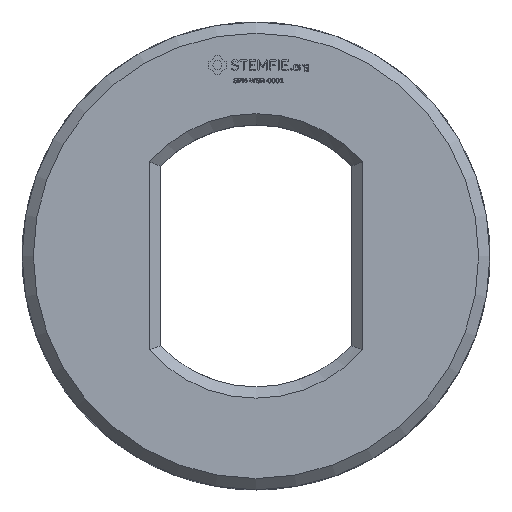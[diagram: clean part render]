
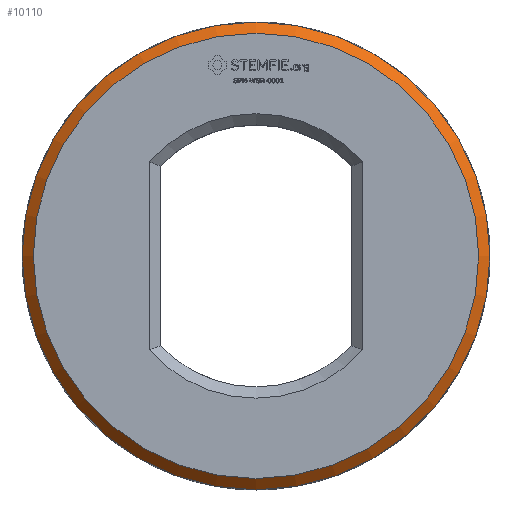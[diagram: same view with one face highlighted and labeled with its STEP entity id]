
A CAD part, top view. The second image highlights one B-rep face of the part: STEP entity #10110.
In plain terms, the highlighted conical face has half-angle 45 degrees and reference radius 6.25 mm.
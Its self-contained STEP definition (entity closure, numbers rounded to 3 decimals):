
#21 = EDGE_CURVE('',#22,#22,#24,.T.);
#22 = VERTEX_POINT('',#23);
#23 = CARTESIAN_POINT('',(5.95,0.,3.125));
#24 = SURFACE_CURVE('',#25,(#30,#42),.PCURVE_S1.);
#25 = CIRCLE('',#26,5.95);
#26 = AXIS2_PLACEMENT_3D('',#27,#28,#29);
#27 = CARTESIAN_POINT('',(0.,0.,3.125));
#28 = DIRECTION('',(0.,0.,-1.));
#29 = DIRECTION('',(1.,0.,0.));
#30 = PCURVE('',#31,#36);
#31 = PLANE('',#32);
#32 = AXIS2_PLACEMENT_3D('',#33,#34,#35);
#33 = CARTESIAN_POINT('',(0.,0.,3.125));
#34 = DIRECTION('',(0.,0.,-1.));
#35 = DIRECTION('',(1.,0.,0.));
#36 = DEFINITIONAL_REPRESENTATION('',(#37),#41);
#37 = CIRCLE('',#38,5.95);
#38 = AXIS2_PLACEMENT_2D('',#39,#40);
#39 = CARTESIAN_POINT('',(0.,0.));
#40 = DIRECTION('',(1.,0.));
#41 = ( GEOMETRIC_REPRESENTATION_CONTEXT(2) 
PARAMETRIC_REPRESENTATION_CONTEXT() REPRESENTATION_CONTEXT('2D SPACE',''
  ) );
#42 = PCURVE('',#43,#48);
#43 = CONICAL_SURFACE('',#44,6.25,0.785);
#44 = AXIS2_PLACEMENT_3D('',#45,#46,#47);
#45 = CARTESIAN_POINT('',(0.,0.,2.825));
#46 = DIRECTION('',(0.,0.,-1.));
#47 = DIRECTION('',(1.,0.,0.));
#48 = DEFINITIONAL_REPRESENTATION('',(#49),#53);
#49 = LINE('',#50,#51);
#50 = CARTESIAN_POINT('',(0.,-0.3));
#51 = VECTOR('',#52,1.);
#52 = DIRECTION('',(1.,-0.));
#53 = ( GEOMETRIC_REPRESENTATION_CONTEXT(2) 
PARAMETRIC_REPRESENTATION_CONTEXT() REPRESENTATION_CONTEXT('2D SPACE',''
  ) );
#10110 = ADVANCED_FACE('',(#10111),#43,.T.);
#10111 = FACE_BOUND('',#10112,.F.);
#10112 = EDGE_LOOP('',(#10113,#10142,#10163,#10164));
#10113 = ORIENTED_EDGE('',*,*,#10114,.T.);
#10114 = EDGE_CURVE('',#10115,#10115,#10117,.T.);
#10115 = VERTEX_POINT('',#10116);
#10116 = CARTESIAN_POINT('',(6.25,0.,2.825));
#10117 = SURFACE_CURVE('',#10118,(#10123,#10130),.PCURVE_S1.);
#10118 = CIRCLE('',#10119,6.25);
#10119 = AXIS2_PLACEMENT_3D('',#10120,#10121,#10122);
#10120 = CARTESIAN_POINT('',(0.,0.,2.825));
#10121 = DIRECTION('',(0.,0.,-1.));
#10122 = DIRECTION('',(1.,0.,0.));
#10123 = PCURVE('',#43,#10124);
#10124 = DEFINITIONAL_REPRESENTATION('',(#10125),#10129);
#10125 = LINE('',#10126,#10127);
#10126 = CARTESIAN_POINT('',(0.,-0.));
#10127 = VECTOR('',#10128,1.);
#10128 = DIRECTION('',(1.,-0.));
#10129 = ( GEOMETRIC_REPRESENTATION_CONTEXT(2) 
PARAMETRIC_REPRESENTATION_CONTEXT() REPRESENTATION_CONTEXT('2D SPACE',''
  ) );
#10130 = PCURVE('',#10131,#10136);
#10131 = CYLINDRICAL_SURFACE('',#10132,6.25);
#10132 = AXIS2_PLACEMENT_3D('',#10133,#10134,#10135);
#10133 = CARTESIAN_POINT('',(0.,0.,2.325));
#10134 = DIRECTION('',(0.,0.,1.));
#10135 = DIRECTION('',(1.,0.,0.));
#10136 = DEFINITIONAL_REPRESENTATION('',(#10137),#10141);
#10137 = LINE('',#10138,#10139);
#10138 = CARTESIAN_POINT('',(-0.,0.5));
#10139 = VECTOR('',#10140,1.);
#10140 = DIRECTION('',(-1.,0.));
#10141 = ( GEOMETRIC_REPRESENTATION_CONTEXT(2) 
PARAMETRIC_REPRESENTATION_CONTEXT() REPRESENTATION_CONTEXT('2D SPACE',''
  ) );
#10142 = ORIENTED_EDGE('',*,*,#10143,.T.);
#10143 = EDGE_CURVE('',#10115,#22,#10144,.T.);
#10144 = SEAM_CURVE('',#10145,(#10149,#10156),.PCURVE_S1.);
#10145 = LINE('',#10146,#10147);
#10146 = CARTESIAN_POINT('',(6.25,0.,2.825));
#10147 = VECTOR('',#10148,1.);
#10148 = DIRECTION('',(-0.707,0.,0.707));
#10149 = PCURVE('',#43,#10150);
#10150 = DEFINITIONAL_REPRESENTATION('',(#10151),#10155);
#10151 = LINE('',#10152,#10153);
#10152 = CARTESIAN_POINT('',(0.,-0.));
#10153 = VECTOR('',#10154,1.);
#10154 = DIRECTION('',(0.,-1.));
#10155 = ( GEOMETRIC_REPRESENTATION_CONTEXT(2) 
PARAMETRIC_REPRESENTATION_CONTEXT() REPRESENTATION_CONTEXT('2D SPACE',''
  ) );
#10156 = PCURVE('',#43,#10157);
#10157 = DEFINITIONAL_REPRESENTATION('',(#10158),#10162);
#10158 = LINE('',#10159,#10160);
#10159 = CARTESIAN_POINT('',(6.283,-0.));
#10160 = VECTOR('',#10161,1.);
#10161 = DIRECTION('',(0.,-1.));
#10162 = ( GEOMETRIC_REPRESENTATION_CONTEXT(2) 
PARAMETRIC_REPRESENTATION_CONTEXT() REPRESENTATION_CONTEXT('2D SPACE',''
  ) );
#10163 = ORIENTED_EDGE('',*,*,#21,.F.);
#10164 = ORIENTED_EDGE('',*,*,#10143,.F.);
